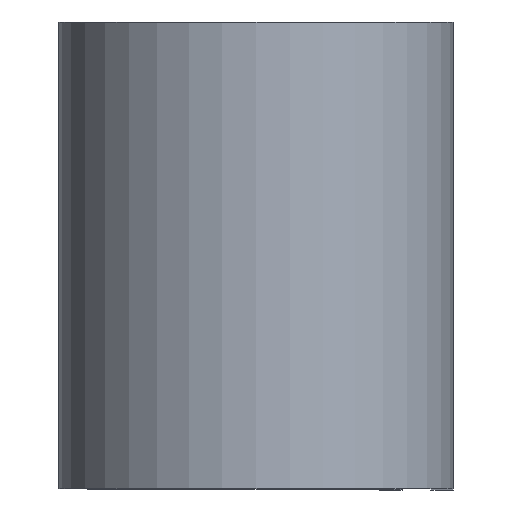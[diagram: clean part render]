
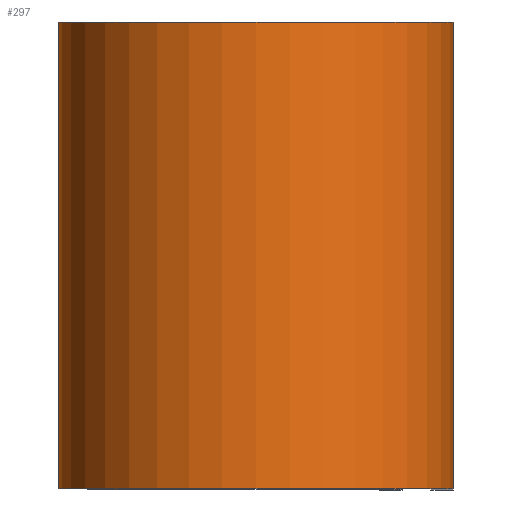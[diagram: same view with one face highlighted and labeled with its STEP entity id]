
A CAD part, top view. The second image highlights one B-rep face of the part: STEP entity #297.
In plain terms, the highlighted cylindrical face has radius 10.744 mm (diameter 21.488 mm), a partial arc.
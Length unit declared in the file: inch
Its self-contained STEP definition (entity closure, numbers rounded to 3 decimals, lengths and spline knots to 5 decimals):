
#2 = EDGE_CURVE ( 'NONE', #457, #554, #383, .T. ) ;
#22 = DIRECTION ( 'NONE',  ( 1., 0., 0. ) ) ;
#49 = EDGE_CURVE ( 'NONE', #717, #457, #229, .T. ) ;
#67 = CARTESIAN_POINT ( 'NONE',  ( 0., 0.5, -0.423 ) ) ;
#91 = CARTESIAN_POINT ( 'NONE',  ( 0., 0.5, 0. ) ) ;
#101 = DIRECTION ( 'NONE',  ( 0., -1., 0. ) ) ;
#115 = DIRECTION ( 'NONE',  ( 0., -1., 0. ) ) ;
#151 = ORIENTED_EDGE ( 'NONE', *, *, #271, .T. ) ;
#152 = CARTESIAN_POINT ( 'NONE',  ( 0., -0.5, -0.423 ) ) ;
#157 = DIRECTION ( 'NONE',  ( 0., 0., -1. ) ) ;
#159 = CARTESIAN_POINT ( 'NONE',  ( 0., 0.5, -0.423 ) ) ;
#161 = ORIENTED_EDGE ( 'NONE', *, *, #181, .T. ) ;
#181 = EDGE_CURVE ( 'NONE', #525, #554, #670, .T. ) ;
#197 = VECTOR ( 'NONE', #611, 39.37008 ) ;
#225 = AXIS2_PLACEMENT_3D ( 'NONE', #91, #101, #157 ) ;
#229 = CIRCLE ( 'NONE', #719, 0.423 ) ;
#256 = CARTESIAN_POINT ( 'NONE',  ( 0.423, 0.5, 0. ) ) ;
#260 = ORIENTED_EDGE ( 'NONE', *, *, #49, .F. ) ;
#271 = EDGE_CURVE ( 'NONE', #717, #525, #569, .T. ) ;
#297 = ADVANCED_FACE ( 'NONE', ( #358 ), #338, .T. ) ;
#338 = CYLINDRICAL_SURFACE ( 'NONE', #225, 0.423 ) ;
#349 = VECTOR ( 'NONE', #115, 39.37008 ) ;
#358 = FACE_OUTER_BOUND ( 'NONE', #577, .T. ) ;
#383 = LINE ( 'NONE', #256, #197 ) ;
#395 = CARTESIAN_POINT ( 'NONE',  ( 0.423, -0.5, 0. ) ) ;
#400 = AXIS2_PLACEMENT_3D ( 'NONE', #420, #417, #416 ) ;
#416 = DIRECTION ( 'NONE',  ( 1., 0., 0. ) ) ;
#417 = DIRECTION ( 'NONE',  ( 0., 1., 0. ) ) ;
#420 = CARTESIAN_POINT ( 'NONE',  ( 0., -0.5, 0. ) ) ;
#457 = VERTEX_POINT ( 'NONE', #480 ) ;
#480 = CARTESIAN_POINT ( 'NONE',  ( 0.423, 0.5, 0. ) ) ;
#525 = VERTEX_POINT ( 'NONE', #152 ) ;
#554 = VERTEX_POINT ( 'NONE', #395 ) ;
#569 = LINE ( 'NONE', #67, #349 ) ;
#577 = EDGE_LOOP ( 'NONE', ( #161, #588, #260, #151 ) ) ;
#588 = ORIENTED_EDGE ( 'NONE', *, *, #2, .F. ) ;
#611 = DIRECTION ( 'NONE',  ( 0., -1., 0. ) ) ;
#670 = CIRCLE ( 'NONE', #400, 0.423 ) ;
#693 = CARTESIAN_POINT ( 'NONE',  ( 0., 0.5, 0. ) ) ;
#717 = VERTEX_POINT ( 'NONE', #159 ) ;
#719 = AXIS2_PLACEMENT_3D ( 'NONE', #693, #732, #22 ) ;
#732 = DIRECTION ( 'NONE',  ( 0., 1., 0. ) ) ;
